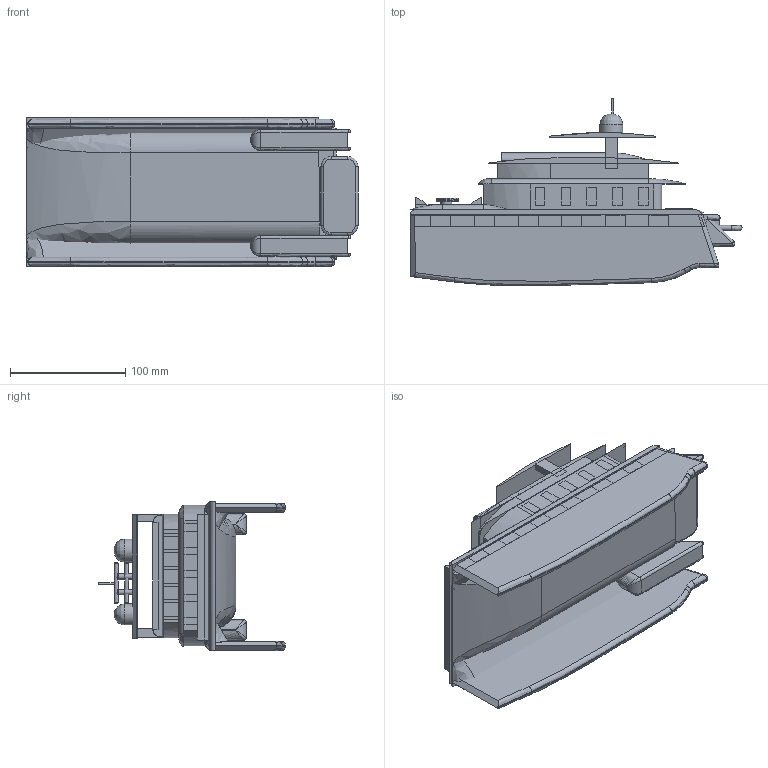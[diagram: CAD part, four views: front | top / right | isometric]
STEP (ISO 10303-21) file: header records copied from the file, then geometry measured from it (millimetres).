
FILE_DESCRIPTION(('FreeCAD Model'),'2;1');
FILE_NAME('Open CASCADE Shape Model','2025-05-05T08:33:41',('FreeCAD'),( 'FreeCAD'),'Open CASCADE STEP processor 7.6','FreeCAD','Unknown');
FILE_SCHEMA(('AUTOMOTIVE_DESIGN { 1 0 10303 214 1 1 1 1 }'));
Length unit declared in the file: millimetre
Products named in the file (1): Open CASCADE STEP translator 7.6 1
Bounding box: 287.7 x 161.93 x 129.16 mm (x, y, z)
Volume: 1802820 mm3; surface area: 526690.5 mm2
Topology: 87 solids, 87 shells, 882 faces, 2049 edges, 1333 vertices
Faces by surface type: bspline 882
Entity records: 28266 total; most frequent: CARTESIAN_POINT 15423, ORIENTED_EDGE 4080, EDGE_CURVE 2040, B_SPLINE_CURVE_WITH_KNOTS 1788, VERTEX_POINT 1333, FACE_BOUND 892, EDGE_LOOP 892, ADVANCED_FACE 882
